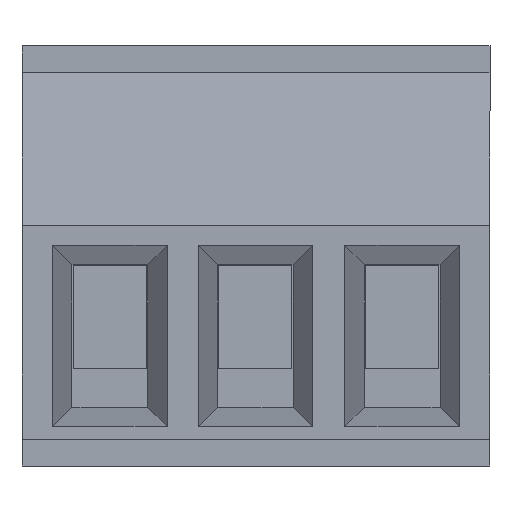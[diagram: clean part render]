
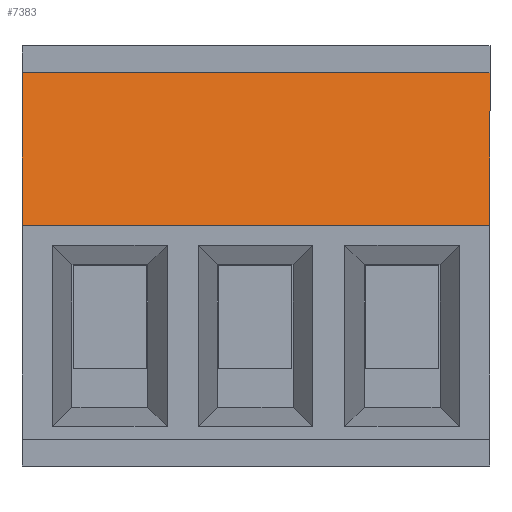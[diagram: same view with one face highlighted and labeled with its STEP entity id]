
A CAD part, top view. The second image highlights one B-rep face of the part: STEP entity #7383.
In plain terms, the highlighted face is planar.
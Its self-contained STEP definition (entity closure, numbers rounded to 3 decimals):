
#443 = VERTEX_POINT ( 'NONE', #12846 ) ;
#500 = VECTOR ( 'NONE', #14945, 1000. ) ;
#1131 = LINE ( 'NONE', #18620, #500 ) ;
#1473 = LINE ( 'NONE', #13120, #7498 ) ;
#1787 = DIRECTION ( 'NONE',  ( 0., -0.188, -0.982 ) ) ;
#2165 = EDGE_CURVE ( 'NONE', #6325, #11410, #2678, .T. ) ;
#2678 = LINE ( 'NONE', #7833, #3219 ) ;
#2920 = EDGE_CURVE ( 'NONE', #11410, #443, #1473, .T. ) ;
#3219 = VECTOR ( 'NONE', #7624, 1000. ) ;
#6325 = VERTEX_POINT ( 'NONE', #14008 ) ;
#7383 = ADVANCED_FACE ( 'NONE', ( #11687 ), #21516, .T. ) ;
#7498 = VECTOR ( 'NONE', #13438, 1000. ) ;
#7624 = DIRECTION ( 'NONE',  ( 0., 0.188, 0.982 ) ) ;
#7833 = CARTESIAN_POINT ( 'NONE',  ( 15.24, -8.318, 0.8 ) ) ;
#8612 = DIRECTION ( 'NONE',  ( 0., -0.982, 0.188 ) ) ;
#8655 = ORIENTED_EDGE ( 'NONE', *, *, #20855, .F. ) ;
#8792 = DIRECTION ( 'NONE',  ( 1., 0., 0. ) ) ;
#10412 = AXIS2_PLACEMENT_3D ( 'NONE', #19913, #8612, #1787 ) ;
#10777 = LINE ( 'NONE', #17353, #16359 ) ;
#11014 = ORIENTED_EDGE ( 'NONE', *, *, #2920, .T. ) ;
#11410 = VERTEX_POINT ( 'NONE', #21254 ) ;
#11687 = FACE_OUTER_BOUND ( 'NONE', #20429, .T. ) ;
#12846 = CARTESIAN_POINT ( 'NONE',  ( 2.99, -7.552, 4.8 ) ) ;
#13120 = CARTESIAN_POINT ( 'NONE',  ( 15.24, -7.552, 4.8 ) ) ;
#13438 = DIRECTION ( 'NONE',  ( -1., 0., 0. ) ) ;
#14008 = CARTESIAN_POINT ( 'NONE',  ( 15.24, -8.318, 0.8 ) ) ;
#14128 = ORIENTED_EDGE ( 'NONE', *, *, #2165, .T. ) ;
#14945 = DIRECTION ( 'NONE',  ( 0., 0.188, 0.982 ) ) ;
#16359 = VECTOR ( 'NONE', #8792, 1000. ) ;
#17353 = CARTESIAN_POINT ( 'NONE',  ( 15.24, -8.318, 0.8 ) ) ;
#17554 = EDGE_CURVE ( 'NONE', #17846, #6325, #10777, .T. ) ;
#17846 = VERTEX_POINT ( 'NONE', #19184 ) ;
#18186 = ORIENTED_EDGE ( 'NONE', *, *, #17554, .T. ) ;
#18620 = CARTESIAN_POINT ( 'NONE',  ( 2.99, -8.318, 0.8 ) ) ;
#19184 = CARTESIAN_POINT ( 'NONE',  ( 2.99, -8.318, 0.8 ) ) ;
#19913 = CARTESIAN_POINT ( 'NONE',  ( 15.24, -8.318, 0.8 ) ) ;
#20429 = EDGE_LOOP ( 'NONE', ( #11014, #8655, #18186, #14128 ) ) ;
#20855 = EDGE_CURVE ( 'NONE', #17846, #443, #1131, .T. ) ;
#21254 = CARTESIAN_POINT ( 'NONE',  ( 15.24, -7.552, 4.8 ) ) ;
#21516 = PLANE ( 'NONE',  #10412 ) ;
